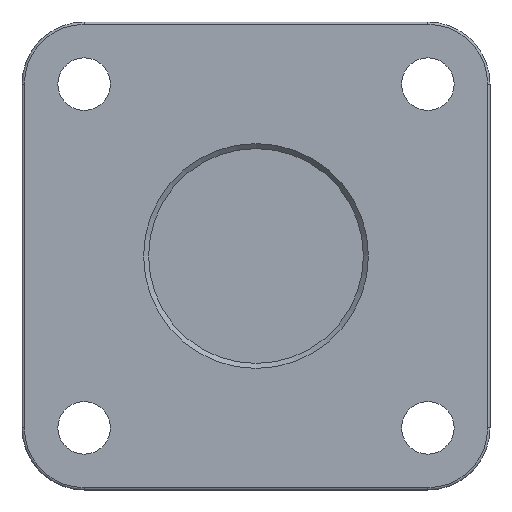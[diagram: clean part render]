
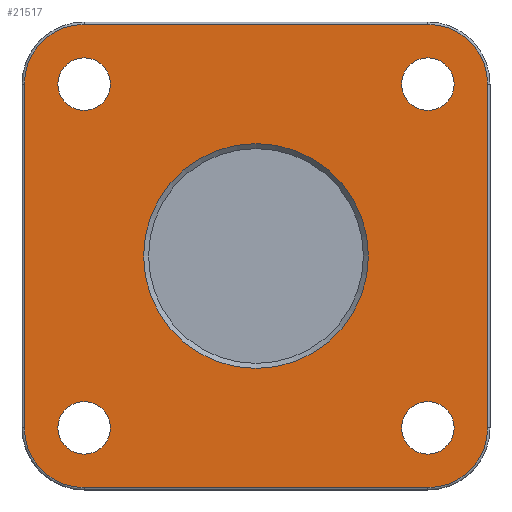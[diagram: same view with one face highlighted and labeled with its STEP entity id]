
A CAD part, front view. The second image highlights one B-rep face of the part: STEP entity #21517.
In plain terms, the highlighted planar face has unit normal (0, -1, 0).
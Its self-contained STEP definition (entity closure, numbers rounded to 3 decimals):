
#134=CIRCLE($,#22654,1.25);
#138=CIRCLE($,#22659,1.25);
#142=CIRCLE($,#22666,1.25);
#146=CIRCLE($,#22671,1.25);
#149=CIRCLE($,#22680,0.55);
#150=CIRCLE($,#22681,0.55);
#151=CIRCLE($,#22682,2.354);
#152=CIRCLE($,#22683,0.55);
#153=CIRCLE($,#22684,0.55);
#241=FACE_BOUND($,#2295,.T.);
#242=FACE_BOUND($,#2296,.T.);
#243=FACE_BOUND($,#2297,.T.);
#244=FACE_BOUND($,#2298,.T.);
#245=FACE_BOUND($,#2299,.T.);
#478=PLANE($,#22679);
#1024=FACE_OUTER_BOUND($,#2294,.T.);
#2294=EDGE_LOOP($,(#16310,#16311,#16312,#16313,#16314,#16315,#16316,#16317));
#2295=EDGE_LOOP($,(#16318));
#2296=EDGE_LOOP($,(#16319));
#2297=EDGE_LOOP($,(#16320));
#2298=EDGE_LOOP($,(#16321));
#2299=EDGE_LOOP($,(#16322));
#3970=LINE($,#33731,#5668);
#3972=LINE($,#33751,#5670);
#3975=LINE($,#33758,#5673);
#3977=LINE($,#33773,#5675);
#5668=VECTOR($,#24280,7.2);
#5670=VECTOR($,#24304,7.2);
#5673=VECTOR($,#24311,7.2);
#5675=VECTOR($,#24331,7.2);
#9438=VERTEX_POINT($,#33728);
#9439=VERTEX_POINT($,#33730);
#9442=VERTEX_POINT($,#33737);
#9443=VERTEX_POINT($,#33742);
#9446=VERTEX_POINT($,#33749);
#9447=VERTEX_POINT($,#33754);
#9450=VERTEX_POINT($,#33761);
#9451=VERTEX_POINT($,#33766);
#9458=VERTEX_POINT($,#33793);
#9459=VERTEX_POINT($,#33795);
#9460=VERTEX_POINT($,#33797);
#9461=VERTEX_POINT($,#33799);
#9462=VERTEX_POINT($,#33801);
#11965=EDGE_CURVE($,#9438,#9439,#3970,.T.);
#11969=EDGE_CURVE($,#9442,#9438,#134,.T.);
#11973=EDGE_CURVE($,#9439,#9443,#138,.T.);
#11975=EDGE_CURVE($,#9446,#9442,#3972,.T.);
#11979=EDGE_CURVE($,#9443,#9447,#3975,.T.);
#11981=EDGE_CURVE($,#9450,#9446,#142,.T.);
#11985=EDGE_CURVE($,#9447,#9451,#146,.T.);
#11987=EDGE_CURVE($,#9451,#9450,#3977,.T.);
#11997=EDGE_CURVE($,#9458,#9458,#149,.F.);
#11998=EDGE_CURVE($,#9459,#9459,#150,.F.);
#11999=EDGE_CURVE($,#9460,#9460,#151,.T.);
#12000=EDGE_CURVE($,#9461,#9461,#152,.F.);
#12001=EDGE_CURVE($,#9462,#9462,#153,.F.);
#16310=ORIENTED_EDGE($,*,*,#11965,.F.);
#16311=ORIENTED_EDGE($,*,*,#11969,.F.);
#16312=ORIENTED_EDGE($,*,*,#11975,.F.);
#16313=ORIENTED_EDGE($,*,*,#11981,.F.);
#16314=ORIENTED_EDGE($,*,*,#11987,.F.);
#16315=ORIENTED_EDGE($,*,*,#11985,.F.);
#16316=ORIENTED_EDGE($,*,*,#11979,.F.);
#16317=ORIENTED_EDGE($,*,*,#11973,.F.);
#16318=ORIENTED_EDGE($,*,*,#11997,.F.);
#16319=ORIENTED_EDGE($,*,*,#11998,.F.);
#16320=ORIENTED_EDGE($,*,*,#11999,.F.);
#16321=ORIENTED_EDGE($,*,*,#12000,.F.);
#16322=ORIENTED_EDGE($,*,*,#12001,.F.);
#21517=ADVANCED_FACE($,(#1024,#241,#242,#243,#244,#245),#478,.F.);
#22654=AXIS2_PLACEMENT_3D($,#33739,#24288,#24289);
#22659=AXIS2_PLACEMENT_3D($,#33746,#24298,#24299);
#22666=AXIS2_PLACEMENT_3D($,#33763,#24316,#24317);
#22671=AXIS2_PLACEMENT_3D($,#33770,#24326,#24327);
#22679=AXIS2_PLACEMENT_3D($,#33792,#24351,#24352);
#22680=AXIS2_PLACEMENT_3D($,#33794,#24353,#24354);
#22681=AXIS2_PLACEMENT_3D($,#33796,#24355,#24356);
#22682=AXIS2_PLACEMENT_3D($,#33798,#24357,#24358);
#22683=AXIS2_PLACEMENT_3D($,#33800,#24359,#24360);
#22684=AXIS2_PLACEMENT_3D($,#33802,#24361,#24362);
#24280=DIRECTION($,(-1.,0.,0.));
#24288=DIRECTION('center_axis',(0.,1.,0.));
#24289=DIRECTION('ref_axis',(0.707,0.,-0.707));
#24298=DIRECTION('center_axis',(0.,1.,0.));
#24299=DIRECTION('ref_axis',(-0.707,0.,-0.707));
#24304=DIRECTION($,(0.,0.,-1.));
#24311=DIRECTION($,(0.,0.,1.));
#24316=DIRECTION('center_axis',(0.,1.,0.));
#24317=DIRECTION('ref_axis',(0.707,0.,0.707));
#24326=DIRECTION('center_axis',(0.,1.,0.));
#24327=DIRECTION('ref_axis',(-0.707,0.,0.707));
#24331=DIRECTION($,(1.,0.,0.));
#24351=DIRECTION('center_axis',(0.,1.,0.));
#24352=DIRECTION('ref_axis',(0.,0.,1.));
#24353=DIRECTION('center_axis',(0.,1.,0.));
#24354=DIRECTION('ref_axis',(0.,0.,1.));
#24355=DIRECTION('center_axis',(0.,1.,0.));
#24356=DIRECTION('ref_axis',(0.,0.,1.));
#24357=DIRECTION('center_axis',(0.,-1.,0.));
#24358=DIRECTION('ref_axis',(0.,0.,-1.));
#24359=DIRECTION('center_axis',(0.,1.,0.));
#24360=DIRECTION('ref_axis',(0.,0.,1.));
#24361=DIRECTION('center_axis',(0.,1.,0.));
#24362=DIRECTION('ref_axis',(0.,0.,1.));
#33728=CARTESIAN_POINT('',(3.6,0.,-4.85));
#33730=CARTESIAN_POINT('',(-3.6,0.,-4.85));
#33731=CARTESIAN_POINT($,(0.,0.,-4.85));
#33737=CARTESIAN_POINT('',(4.85,0.,-3.6));
#33739=CARTESIAN_POINT('Origin',(3.6,0.,-3.6));
#33742=CARTESIAN_POINT('',(-4.85,0.,-3.6));
#33746=CARTESIAN_POINT('Origin',(-3.6,0.,-3.6));
#33749=CARTESIAN_POINT('',(4.85,0.,3.6));
#33751=CARTESIAN_POINT($,(4.85,0.,0.));
#33754=CARTESIAN_POINT('',(-4.85,0.,3.6));
#33758=CARTESIAN_POINT($,(-4.85,0.,-3.6));
#33761=CARTESIAN_POINT('',(3.6,0.,4.85));
#33763=CARTESIAN_POINT('Origin',(3.6,0.,3.6));
#33766=CARTESIAN_POINT('',(-3.6,0.,4.85));
#33770=CARTESIAN_POINT('Origin',(-3.6,0.,3.6));
#33773=CARTESIAN_POINT($,(-3.6,0.,4.85));
#33792=CARTESIAN_POINT('Origin',(-3.6,0.,-3.6));
#33793=CARTESIAN_POINT('',(-3.6,0.,4.15));
#33794=CARTESIAN_POINT('Origin',(-3.6,0.,3.6));
#33795=CARTESIAN_POINT('',(-3.6,0.,-3.05));
#33796=CARTESIAN_POINT('Origin',(-3.6,0.,-3.6));
#33797=CARTESIAN_POINT('',(0.,0.,-2.354));
#33798=CARTESIAN_POINT('Origin',(0.,0.,0.));
#33799=CARTESIAN_POINT('',(3.6,0.,-3.05));
#33800=CARTESIAN_POINT('Origin',(3.6,0.,-3.6));
#33801=CARTESIAN_POINT('',(3.6,0.,4.15));
#33802=CARTESIAN_POINT('Origin',(3.6,0.,3.6));
